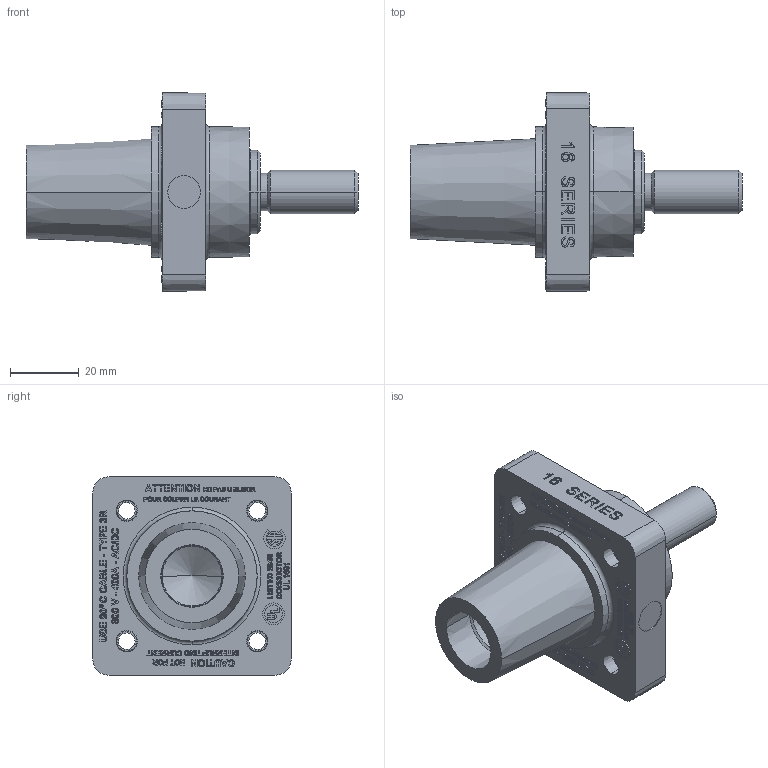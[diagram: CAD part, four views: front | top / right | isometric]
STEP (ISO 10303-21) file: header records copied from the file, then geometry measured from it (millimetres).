
FILE_DESCRIPTION (( 'STEP AP214' ), '1' );
FILE_NAME ('ORC6201-M01.STEP', '2025-03-25T19:43:37', ( '' ), ( '' ), 'SwSTEP 2.0', 'SolidWorks 2024', '' );
FILE_SCHEMA (( 'AUTOMOTIVE_DESIGN' ));
Length unit declared in the file: inch
Products named in the file (1): ORC6201-M01
Bounding box: 96.94 x 57.94 x 57.94 mm (x, y, z)
Volume: 89480.3 mm3; surface area: 39174.6 mm2
Topology: 8 solids, 8 shells, 2660 faces, 6762 edges, 4324 vertices
Faces by surface type: plane 1321, bspline 740, cylinder 345, cone 104, torus 78, sphere 72
Entity records: 117062 total; most frequent: CARTESIAN_POINT 57454, ORIENTED_EDGE 13480, DIRECTION 9997, EDGE_CURVE 6740, VERTEX_POINT 4324, VECTOR 4293, LINE 4293, EDGE_LOOP 2934
